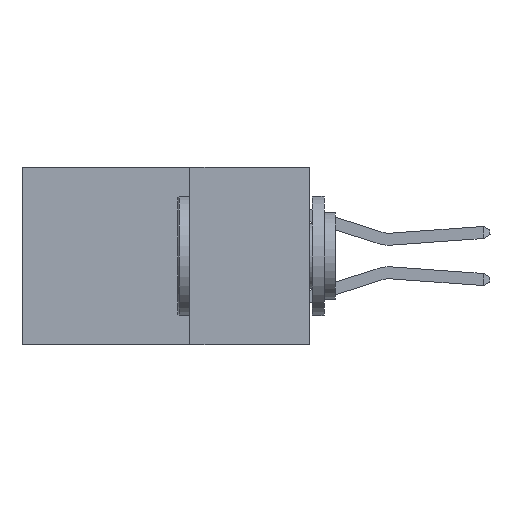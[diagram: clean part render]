
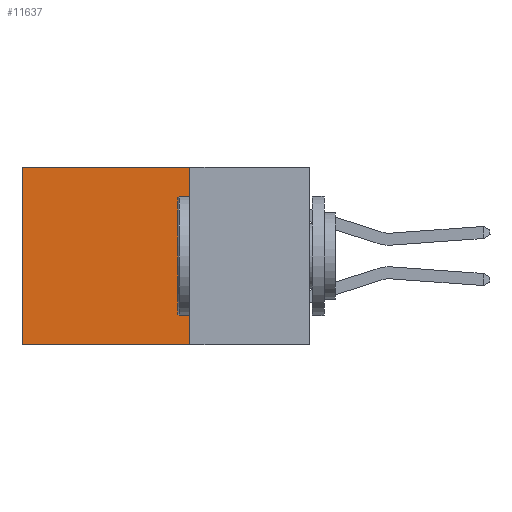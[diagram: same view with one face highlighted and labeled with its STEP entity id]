
A CAD part, left-side view. The second image highlights one B-rep face of the part: STEP entity #11637.
In plain terms, the highlighted planar face has unit normal (-1, 0, 0).
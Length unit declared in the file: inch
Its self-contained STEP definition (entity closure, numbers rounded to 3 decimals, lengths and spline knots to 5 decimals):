
#24 = DIRECTION ( 'NONE',  ( 1., 0., 0. ) ) ;
#33 = DIRECTION ( 'NONE',  ( 0., 0., -1. ) ) ;
#1319 = EDGE_CURVE ( 'NONE', #7296, #8361, #8536, .T. ) ;
#1386 = LINE ( 'NONE', #9664, #4298 ) ;
#1517 = ORIENTED_EDGE ( 'NONE', *, *, #4024, .T. ) ;
#1898 = EDGE_LOOP ( 'NONE', ( #1517, #9250, #13083, #7693 ) ) ;
#2988 = CARTESIAN_POINT ( 'NONE',  ( 0.2615, 0.6, -0.37 ) ) ;
#3006 = EDGE_CURVE ( 'NONE', #3479, #7296, #9838, .T. ) ;
#3479 = VERTEX_POINT ( 'NONE', #7651 ) ;
#3874 = LINE ( 'NONE', #12029, #6766 ) ;
#4024 = EDGE_CURVE ( 'NONE', #4850, #8361, #3874, .T. ) ;
#4090 = VECTOR ( 'NONE', #33, 39.37008 ) ;
#4298 = VECTOR ( 'NONE', #9728, 39.37008 ) ;
#4850 = VERTEX_POINT ( 'NONE', #4871 ) ;
#4867 = AXIS2_PLACEMENT_3D ( 'NONE', #10829, #24, #7652 ) ;
#4871 = CARTESIAN_POINT ( 'NONE',  ( 0.2615, 0.6, 0. ) ) ;
#6183 = FACE_OUTER_BOUND ( 'NONE', #1898, .T. ) ;
#6552 = PLANE ( 'NONE',  #4867 ) ;
#6645 = EDGE_CURVE ( 'NONE', #3479, #4850, #1386, .T. ) ;
#6766 = VECTOR ( 'NONE', #11587, 39.37008 ) ;
#7296 = VERTEX_POINT ( 'NONE', #11640 ) ;
#7651 = CARTESIAN_POINT ( 'NONE',  ( 0.2615, 0.25, 0. ) ) ;
#7652 = DIRECTION ( 'NONE',  ( 0., 0., -1. ) ) ;
#7693 = ORIENTED_EDGE ( 'NONE', *, *, #6645, .T. ) ;
#8361 = VERTEX_POINT ( 'NONE', #2988 ) ;
#8536 = LINE ( 'NONE', #10862, #10709 ) ;
#9250 = ORIENTED_EDGE ( 'NONE', *, *, #1319, .F. ) ;
#9664 = CARTESIAN_POINT ( 'NONE',  ( 0.2615, 0.25, 0. ) ) ;
#9728 = DIRECTION ( 'NONE',  ( 0., 1., 0. ) ) ;
#9838 = LINE ( 'NONE', #10528, #4090 ) ;
#10528 = CARTESIAN_POINT ( 'NONE',  ( 0.2615, 0.25, -0.37 ) ) ;
#10709 = VECTOR ( 'NONE', #10831, 39.37008 ) ;
#10829 = CARTESIAN_POINT ( 'NONE',  ( 0.2615, 0.25, -0.37 ) ) ;
#10831 = DIRECTION ( 'NONE',  ( 0., 1., 0. ) ) ;
#10862 = CARTESIAN_POINT ( 'NONE',  ( 0.2615, 0.25, -0.37 ) ) ;
#11587 = DIRECTION ( 'NONE',  ( 0., 0., -1. ) ) ;
#11637 = ADVANCED_FACE ( 'NONE', ( #6183 ), #6552, .F. ) ;
#11640 = CARTESIAN_POINT ( 'NONE',  ( 0.2615, 0.25, -0.37 ) ) ;
#12029 = CARTESIAN_POINT ( 'NONE',  ( 0.2615, 0.6, -0.37 ) ) ;
#13083 = ORIENTED_EDGE ( 'NONE', *, *, #3006, .F. ) ;
